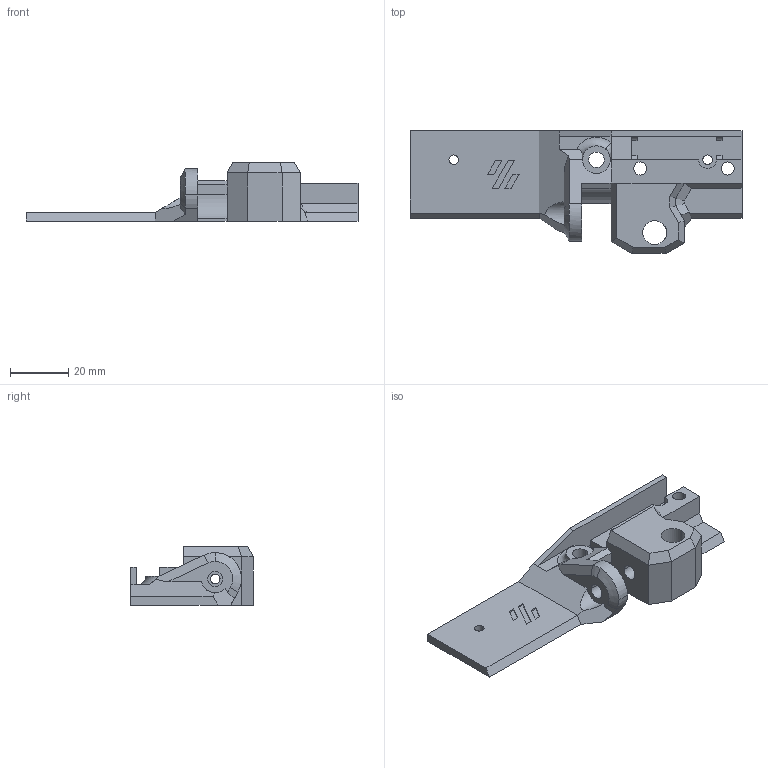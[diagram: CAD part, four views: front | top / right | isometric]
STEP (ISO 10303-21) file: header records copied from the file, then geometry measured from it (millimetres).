
FILE_DESCRIPTION (( 'STEP AP214' ), '1' );
FILE_NAME ('beldholder_down_left_V3.STEP', '2024-02-06T20:29:00', ( '' ), ( '' ), 'SwSTEP 2.0', 'SolidWorks 2010', '' );
FILE_SCHEMA (( 'AUTOMOTIVE_DESIGN' ));
Length unit declared in the file: millimetre
Products named in the file (1): beldholder_down_left_V3
Bounding box: 113.8 x 42.1 x 20 mm (x, y, z)
Volume: 26662.7 mm3; surface area: 13369.2 mm2
Topology: 1 solids, 1 shells, 122 faces, 326 edges, 206 vertices
Faces by surface type: plane 81, cylinder 37, cone 2, torus 1, bspline 1
Entity records: 4232 total; most frequent: CARTESIAN_POINT 1089, ORIENTED_EDGE 652, DIRECTION 632, EDGE_CURVE 326, VECTOR 240, LINE 240, VERTEX_POINT 206, AXIS2_PLACEMENT_3D 196
